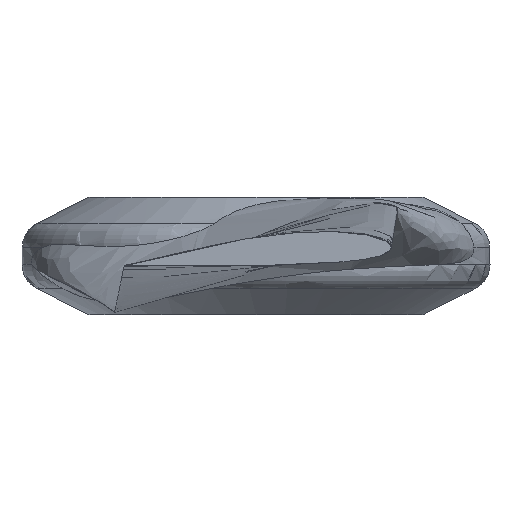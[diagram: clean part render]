
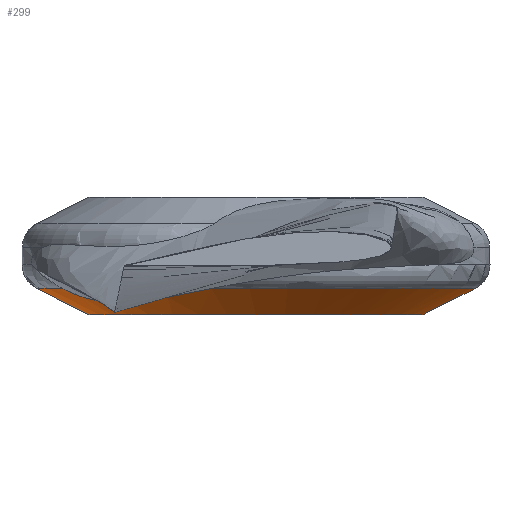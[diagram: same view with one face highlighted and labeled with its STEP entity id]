
A CAD part, left-side view. The second image highlights one B-rep face of the part: STEP entity #299.
In plain terms, the highlighted conical face has half-angle 63.435 degrees and reference radius 76.2 mm.
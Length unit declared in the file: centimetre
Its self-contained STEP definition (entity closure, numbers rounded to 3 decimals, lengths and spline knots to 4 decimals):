
#111=CIRCLE('',#312,8.3284);
#112=CIRCLE('',#315,6.35);
#114=CONICAL_SURFACE('',#314,7.62,1.107);
#121=VERTEX_POINT('',#3824);
#122=VERTEX_POINT('',#3855);
#133=VERTEX_POINT('',#4191);
#135=VERTEX_POINT('',#7685);
#138=VERTEX_POINT('',#7774);
#144=B_SPLINE_CURVE_WITH_KNOTS('',3,(#3825,#3826,#3827,#3828,#3829,#3830,
#3831,#3832,#3833,#3834,#3835,#3836,#3837,#3838,#3839,#3840,#3841,#3842,
#3843,#3844,#3845,#3846,#3847,#3848,#3849,#3850,#3851,#3852,#3853,#3854),
 .UNSPECIFIED.,.F.,.U.,(4,2,2,2,2,2,2,2,2,2,2,2,2,2,4),(0.,0.5855,
1.2891,2.4767,5.3967,8.8337,13.6833,
18.179,21.3677,23.8244,24.8971,25.7806,
26.9,27.8967,29.0263),.UNSPECIFIED.);
#157=B_SPLINE_CURVE_WITH_KNOTS('',3,(#7655,#7656,#7657,#7658,#7659,#7660,
#7661,#7662,#7663,#7664,#7665,#7666,#7667,#7668,#7669,#7670,#7671,#7672,
#7673,#7674,#7675,#7676,#7677,#7678,#7679,#7680,#7681,#7682,#7683,#7684),
 .UNSPECIFIED.,.F.,.U.,(4,2,2,2,2,2,2,2,2,2,2,2,2,2,4),(0.,0.5855,
1.2891,2.4767,5.3967,8.8337,13.6833,
18.179,21.3677,23.8244,24.8971,25.7806,
26.9,27.8967,29.0263),.UNSPECIFIED.);
#166=EDGE_CURVE('',#122,#121,#144,.T.);
#181=EDGE_CURVE('',#122,#133,#111,.T.);
#185=EDGE_CURVE('',#135,#133,#157,.T.);
#191=EDGE_CURVE('',#135,#121,#111,.T.);
#192=EDGE_CURVE('',#138,#138,#112,.T.);
#246=ORIENTED_EDGE('',*,*,#166,.T.);
#247=ORIENTED_EDGE('',*,*,#191,.F.);
#248=ORIENTED_EDGE('',*,*,#185,.T.);
#249=ORIENTED_EDGE('',*,*,#181,.F.);
#250=ORIENTED_EDGE('',*,*,#192,.T.);
#268=EDGE_LOOP('',(#246,#247,#248,#249));
#269=EDGE_LOOP('',(#250));
#284=FACE_BOUND('',#268,.T.);
#285=FACE_BOUND('',#269,.T.);
#299=ADVANCED_FACE('',(#284,#285),#114,.T.);
#312=AXIS2_PLACEMENT_3D('',#4190,#333,#334);
#314=AXIS2_PLACEMENT_3D('',#7772,#336,#337);
#315=AXIS2_PLACEMENT_3D('',#7773,#338,#339);
#333=DIRECTION('',(0.,0.,1.));
#334=DIRECTION('',(0.,-8.328,0.));
#336=DIRECTION('',(0.,0.,1.));
#337=DIRECTION('',(0.,7.62,0.));
#338=DIRECTION('',(0.,0.,1.));
#339=DIRECTION('',(0.,6.35,0.));
#3824=CARTESIAN_POINT('',(-3.9291,7.3433,-1.2333));
#3825=CARTESIAN_POINT('',(-11.2882,-3.3615,0.4915));
#3826=CARTESIAN_POINT('',(-11.1408,-3.2654,0.4072));
#3827=CARTESIAN_POINT('',(-10.9191,-3.1559,0.2851));
#3828=CARTESIAN_POINT('',(-10.4057,-2.6935,-0.0238));
#3829=CARTESIAN_POINT('',(-10.2405,-2.4153,-0.1374));
#3830=CARTESIAN_POINT('',(-9.9505,-1.8952,-0.3347));
#3831=CARTESIAN_POINT('',(-9.7691,-1.5118,-0.4557));
#3832=CARTESIAN_POINT('',(-9.4369,-0.8174,-0.6669));
#3833=CARTESIAN_POINT('',(-9.261,-0.4112,-0.7679));
#3834=CARTESIAN_POINT('',(-8.7964,0.5699,-0.9981));
#3835=CARTESIAN_POINT('',(-8.5366,1.0717,-1.1046));
#3836=CARTESIAN_POINT('',(-7.7949,2.2859,-1.3547));
#3837=CARTESIAN_POINT('',(-7.3009,2.9426,-1.4827));
#3838=CARTESIAN_POINT('',(-6.1973,4.1285,-1.6933));
#3839=CARTESIAN_POINT('',(-5.6538,4.6042,-1.7692));
#3840=CARTESIAN_POINT('',(-4.7833,5.4512,-1.7801));
#3841=CARTESIAN_POINT('',(-4.5217,5.7338,-1.7495));
#3842=CARTESIAN_POINT('',(-4.1791,6.1733,-1.6719));
#3843=CARTESIAN_POINT('',(-4.0031,6.4279,-1.6127));
#3844=CARTESIAN_POINT('',(-3.8736,6.8095,-1.4807));
#3845=CARTESIAN_POINT('',(-3.8503,6.9287,-1.4342));
#3846=CARTESIAN_POINT('',(-3.857,7.1434,-1.3385));
#3847=CARTESIAN_POINT('',(-3.8781,7.2348,-1.2932));
#3848=CARTESIAN_POINT('',(-3.9693,7.4305,-1.1854));
#3849=CARTESIAN_POINT('',(-4.0506,7.5316,-1.1217));
#3850=CARTESIAN_POINT('',(-4.2735,7.7241,-0.9838));
#3851=CARTESIAN_POINT('',(-4.4003,7.8092,-0.9158));
#3852=CARTESIAN_POINT('',(-4.6641,7.9535,-0.7876));
#3853=CARTESIAN_POINT('',(-4.794,8.0046,-0.7325));
#3854=CARTESIAN_POINT('',(-4.915,8.0363,-0.6874));
#3855=CARTESIAN_POINT('',(-8.1536,1.6972,-1.2333));
#4190=CARTESIAN_POINT('',(0.,0.,-1.2333));
#4191=CARTESIAN_POINT('',(3.9291,-7.3433,-1.2333));
#7655=CARTESIAN_POINT('',(11.2882,3.3615,0.4915));
#7656=CARTESIAN_POINT('',(11.1408,3.2654,0.4072));
#7657=CARTESIAN_POINT('',(10.9191,3.1559,0.2851));
#7658=CARTESIAN_POINT('',(10.4057,2.6935,-0.0238));
#7659=CARTESIAN_POINT('',(10.2405,2.4153,-0.1374));
#7660=CARTESIAN_POINT('',(9.9505,1.8952,-0.3347));
#7661=CARTESIAN_POINT('',(9.7691,1.5118,-0.4557));
#7662=CARTESIAN_POINT('',(9.4369,0.8174,-0.6669));
#7663=CARTESIAN_POINT('',(9.261,0.4112,-0.7679));
#7664=CARTESIAN_POINT('',(8.7964,-0.5699,-0.9981));
#7665=CARTESIAN_POINT('',(8.5366,-1.0717,-1.1046));
#7666=CARTESIAN_POINT('',(7.7949,-2.2859,-1.3547));
#7667=CARTESIAN_POINT('',(7.3009,-2.9426,-1.4827));
#7668=CARTESIAN_POINT('',(6.1973,-4.1285,-1.6933));
#7669=CARTESIAN_POINT('',(5.6538,-4.6042,-1.7692));
#7670=CARTESIAN_POINT('',(4.7833,-5.4512,-1.7801));
#7671=CARTESIAN_POINT('',(4.5217,-5.7338,-1.7495));
#7672=CARTESIAN_POINT('',(4.1791,-6.1733,-1.6719));
#7673=CARTESIAN_POINT('',(4.0031,-6.4279,-1.6127));
#7674=CARTESIAN_POINT('',(3.8736,-6.8095,-1.4807));
#7675=CARTESIAN_POINT('',(3.8503,-6.9287,-1.4342));
#7676=CARTESIAN_POINT('',(3.857,-7.1434,-1.3385));
#7677=CARTESIAN_POINT('',(3.8781,-7.2348,-1.2932));
#7678=CARTESIAN_POINT('',(3.9693,-7.4305,-1.1854));
#7679=CARTESIAN_POINT('',(4.0506,-7.5316,-1.1217));
#7680=CARTESIAN_POINT('',(4.2735,-7.7241,-0.9838));
#7681=CARTESIAN_POINT('',(4.4003,-7.8092,-0.9158));
#7682=CARTESIAN_POINT('',(4.6641,-7.9535,-0.7876));
#7683=CARTESIAN_POINT('',(4.794,-8.0046,-0.7325));
#7684=CARTESIAN_POINT('',(4.915,-8.0363,-0.6874));
#7685=CARTESIAN_POINT('',(8.1536,-1.6972,-1.2333));
#7772=CARTESIAN_POINT('',(0.,0.,-1.5875));
#7773=CARTESIAN_POINT('',(0.,0.,-2.2225));
#7774=CARTESIAN_POINT('',(0.,6.35,-2.2225));
